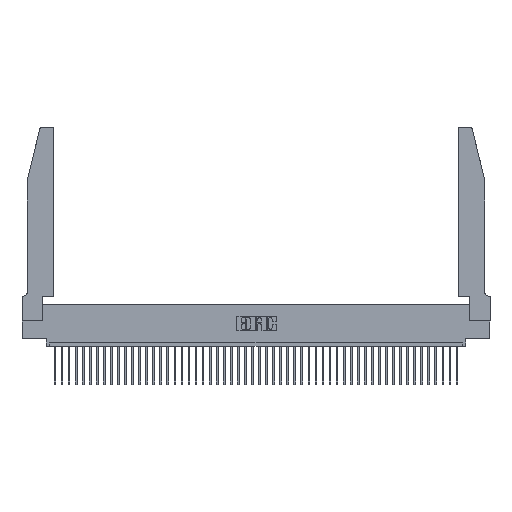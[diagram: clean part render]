
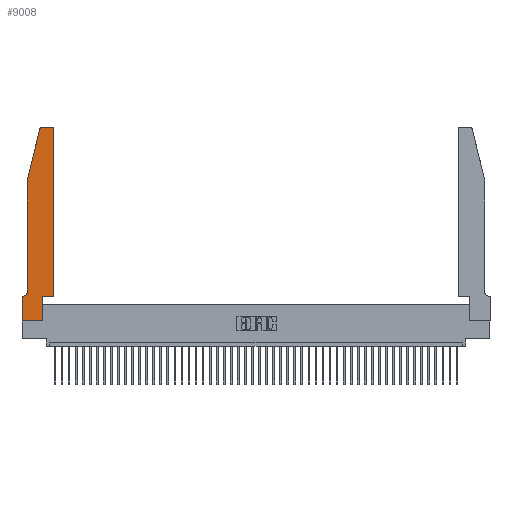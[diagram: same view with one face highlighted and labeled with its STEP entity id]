
A CAD part, top view. The second image highlights one B-rep face of the part: STEP entity #9008.
In plain terms, the highlighted planar face has unit normal (0, 0, 1).
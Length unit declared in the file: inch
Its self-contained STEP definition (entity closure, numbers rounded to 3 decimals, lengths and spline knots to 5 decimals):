
#7 = ORIENTED_EDGE ( 'NONE', *, *, #11401, .T. ) ;
#109 = AXIS2_PLACEMENT_3D ( 'NONE', #10950, #11854, #22489 ) ;
#396 = VECTOR ( 'NONE', #6163, 39.37008 ) ;
#593 = CARTESIAN_POINT ( 'NONE',  ( 0.25487, 2.72718, 0.37 ) ) ;
#928 = FACE_OUTER_BOUND ( 'NONE', #33872, .T. ) ;
#1057 = CARTESIAN_POINT ( 'NONE',  ( 0., 0.35, 0.37 ) ) ;
#1260 = EDGE_CURVE ( 'NONE', #40028, #17443, #14941, .T. ) ;
#1321 = VERTEX_POINT ( 'NONE', #2917 ) ;
#1605 = VECTOR ( 'NONE', #2196, 39.37008 ) ;
#1930 = LINE ( 'NONE', #6470, #34462 ) ;
#2196 = DIRECTION ( 'NONE',  ( 0., -1., 0. ) ) ;
#2286 = PLANE ( 'NONE',  #19631 ) ;
#2917 = CARTESIAN_POINT ( 'NONE',  ( 0.0755, 0.42, 0.37 ) ) ;
#2945 = VERTEX_POINT ( 'NONE', #44517 ) ;
#3361 = CIRCLE ( 'NONE', #109, 0.03 ) ;
#3574 = ORIENTED_EDGE ( 'NONE', *, *, #17060, .T. ) ;
#3858 = LINE ( 'NONE', #16597, #396 ) ;
#3985 = LINE ( 'NONE', #28908, #26988 ) ;
#4014 = VECTOR ( 'NONE', #6886, 39.37008 ) ;
#4301 = ORIENTED_EDGE ( 'NONE', *, *, #20468, .T. ) ;
#4611 = CARTESIAN_POINT ( 'NONE',  ( 0.4505, 2.72, 0.37 ) ) ;
#5023 = EDGE_CURVE ( 'NONE', #26933, #40028, #8405, .T. ) ;
#5444 = DIRECTION ( 'NONE',  ( 1., 0., 0. ) ) ;
#5766 = DIRECTION ( 'NONE',  ( 0., 0., 1. ) ) ;
#6163 = DIRECTION ( 'NONE',  ( -0.239, -0.971, 0. ) ) ;
#6463 = EDGE_CURVE ( 'NONE', #17443, #15898, #3361, .T. ) ;
#6470 = CARTESIAN_POINT ( 'NONE',  ( 0.2605, 2.75, 0.37 ) ) ;
#6886 = DIRECTION ( 'NONE',  ( 0., -1., 0. ) ) ;
#7813 = CARTESIAN_POINT ( 'NONE',  ( 0.0055, 0.35, 0.37 ) ) ;
#8405 = LINE ( 'NONE', #13237, #25304 ) ;
#8420 = EDGE_CURVE ( 'NONE', #37337, #2945, #3858, .T. ) ;
#8788 = DIRECTION ( 'NONE',  ( 1., 0., 0. ) ) ;
#9008 = ADVANCED_FACE ( 'NONE', ( #928 ), #2286, .T. ) ;
#9351 = DIRECTION ( 'NONE',  ( 0., 1., 0. ) ) ;
#10097 = CARTESIAN_POINT ( 'NONE',  ( 0., 0., 0.37 ) ) ;
#10950 = CARTESIAN_POINT ( 'NONE',  ( 0.4205, 2.72, 0.37 ) ) ;
#11401 = EDGE_CURVE ( 'NONE', #30880, #30769, #15923, .T. ) ;
#11854 = DIRECTION ( 'NONE',  ( 0., 0., 1. ) ) ;
#12066 = DIRECTION ( 'NONE',  ( 0., 0., -1. ) ) ;
#12151 = DIRECTION ( 'NONE',  ( -1., 0., 0. ) ) ;
#12912 = CARTESIAN_POINT ( 'NONE',  ( 0.4205, 2.75, 0.37 ) ) ;
#13237 = CARTESIAN_POINT ( 'NONE',  ( 0.4505, 0.35, 0.37 ) ) ;
#14173 = CIRCLE ( 'NONE', #36901, 0.03 ) ;
#14239 = CARTESIAN_POINT ( 'NONE',  ( 0., 0., 0.37 ) ) ;
#14257 = ORIENTED_EDGE ( 'NONE', *, *, #24480, .T. ) ;
#14449 = DIRECTION ( 'NONE',  ( 0., 1., 0. ) ) ;
#14941 = LINE ( 'NONE', #19960, #37394 ) ;
#15358 = ORIENTED_EDGE ( 'NONE', *, *, #31650, .T. ) ;
#15898 = VERTEX_POINT ( 'NONE', #12912 ) ;
#15923 = LINE ( 'NONE', #10097, #37778 ) ;
#16282 = ORIENTED_EDGE ( 'NONE', *, *, #8420, .T. ) ;
#16597 = CARTESIAN_POINT ( 'NONE',  ( 0.0755, 2., 0.37 ) ) ;
#17060 = EDGE_CURVE ( 'NONE', #40408, #30880, #42150, .T. ) ;
#17443 = VERTEX_POINT ( 'NONE', #4611 ) ;
#19631 = AXIS2_PLACEMENT_3D ( 'NONE', #37332, #5766, #5444 ) ;
#19915 = ORIENTED_EDGE ( 'NONE', *, *, #33084, .T. ) ;
#19960 = CARTESIAN_POINT ( 'NONE',  ( 0.4505, 0.35, 0.37 ) ) ;
#20012 = ORIENTED_EDGE ( 'NONE', *, *, #6463, .T. ) ;
#20052 = CARTESIAN_POINT ( 'NONE',  ( 0., 0., 0.37 ) ) ;
#20246 = CARTESIAN_POINT ( 'NONE',  ( 0.2865, 0., 0.37 ) ) ;
#20468 = EDGE_CURVE ( 'NONE', #15898, #20614, #1930, .T. ) ;
#20614 = VERTEX_POINT ( 'NONE', #41770 ) ;
#21058 = CARTESIAN_POINT ( 'NONE',  ( 0.0055, 0.42, 0.37 ) ) ;
#22489 = DIRECTION ( 'NONE',  ( 1., 0., 0. ) ) ;
#22575 = ORIENTED_EDGE ( 'NONE', *, *, #5023, .T. ) ;
#22820 = CARTESIAN_POINT ( 'NONE',  ( 0.2865, 0.35, 0.37 ) ) ;
#22838 = EDGE_CURVE ( 'NONE', #37460, #40408, #36461, .T. ) ;
#23653 = CARTESIAN_POINT ( 'NONE',  ( 0.0755, 2., 0.37 ) ) ;
#24480 = EDGE_CURVE ( 'NONE', #1321, #37460, #25688, .T. ) ;
#25304 = VECTOR ( 'NONE', #42865, 39.37008 ) ;
#25688 = CIRCLE ( 'NONE', #26181, 0.07 ) ;
#26181 = AXIS2_PLACEMENT_3D ( 'NONE', #21058, #12066, #27789 ) ;
#26509 = EDGE_CURVE ( 'NONE', #2945, #1321, #31376, .T. ) ;
#26933 = VERTEX_POINT ( 'NONE', #22820 ) ;
#26988 = VECTOR ( 'NONE', #14449, 39.37008 ) ;
#27011 = VECTOR ( 'NONE', #12151, 39.37008 ) ;
#27789 = DIRECTION ( 'NONE',  ( -1., 0., 0. ) ) ;
#27905 = ORIENTED_EDGE ( 'NONE', *, *, #26509, .T. ) ;
#28908 = CARTESIAN_POINT ( 'NONE',  ( 0.2865, 0.35, 0.37 ) ) ;
#30239 = DIRECTION ( 'NONE',  ( 1., 0., 0. ) ) ;
#30769 = VERTEX_POINT ( 'NONE', #20246 ) ;
#30880 = VERTEX_POINT ( 'NONE', #14239 ) ;
#31376 = LINE ( 'NONE', #23653, #1605 ) ;
#31479 = ORIENTED_EDGE ( 'NONE', *, *, #1260, .T. ) ;
#31650 = EDGE_CURVE ( 'NONE', #30769, #26933, #3985, .T. ) ;
#33084 = EDGE_CURVE ( 'NONE', #20614, #37337, #14173, .T. ) ;
#33406 = CARTESIAN_POINT ( 'NONE',  ( 0.0755, 0.35, 0.37 ) ) ;
#33872 = EDGE_LOOP ( 'NONE', ( #4301, #19915, #16282, #27905, #14257, #34403, #3574, #7, #15358, #22575, #31479, #20012 ) ) ;
#34158 = DIRECTION ( 'NONE',  ( 0., 0., 1. ) ) ;
#34403 = ORIENTED_EDGE ( 'NONE', *, *, #22838, .T. ) ;
#34462 = VECTOR ( 'NONE', #46288, 39.37008 ) ;
#36461 = LINE ( 'NONE', #33406, #27011 ) ;
#36901 = AXIS2_PLACEMENT_3D ( 'NONE', #44135, #34158, #8788 ) ;
#37110 = CARTESIAN_POINT ( 'NONE',  ( 0.4505, 0.35, 0.37 ) ) ;
#37332 = CARTESIAN_POINT ( 'NONE',  ( 0., 0.35, 0.37 ) ) ;
#37337 = VERTEX_POINT ( 'NONE', #593 ) ;
#37394 = VECTOR ( 'NONE', #9351, 39.37008 ) ;
#37460 = VERTEX_POINT ( 'NONE', #7813 ) ;
#37778 = VECTOR ( 'NONE', #30239, 39.37008 ) ;
#40028 = VERTEX_POINT ( 'NONE', #37110 ) ;
#40408 = VERTEX_POINT ( 'NONE', #1057 ) ;
#41770 = CARTESIAN_POINT ( 'NONE',  ( 0.284, 2.75, 0.37 ) ) ;
#42150 = LINE ( 'NONE', #20052, #4014 ) ;
#42865 = DIRECTION ( 'NONE',  ( 1., 0., 0. ) ) ;
#44135 = CARTESIAN_POINT ( 'NONE',  ( 0.284, 2.72, 0.37 ) ) ;
#44517 = CARTESIAN_POINT ( 'NONE',  ( 0.0755, 2., 0.37 ) ) ;
#46288 = DIRECTION ( 'NONE',  ( -1., 0., 0. ) ) ;
